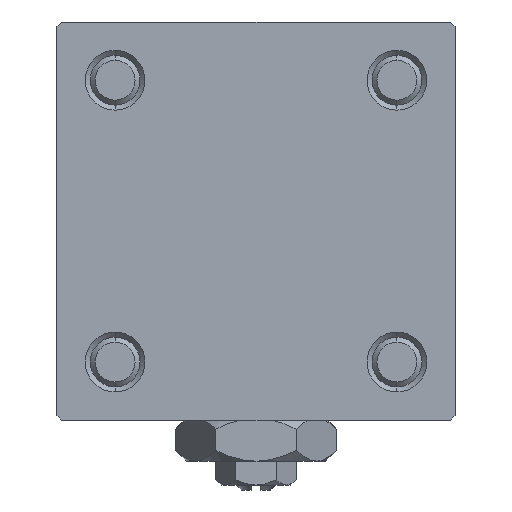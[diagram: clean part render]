
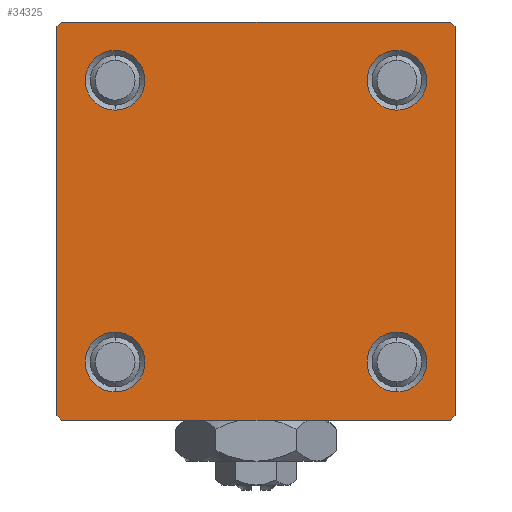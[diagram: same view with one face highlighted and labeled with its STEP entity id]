
A CAD part, left-side view. The second image highlights one B-rep face of the part: STEP entity #34325.
In plain terms, the highlighted planar face has unit normal (-1, 0, 0).
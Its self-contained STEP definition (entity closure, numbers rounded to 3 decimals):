
#114 = CIRCLE ( 'NONE', #32179, 3. ) ;
#1169 = DIRECTION ( 'NONE',  ( 0., 0., 1. ) ) ;
#1220 = EDGE_CURVE ( 'NONE', #33901, #45203, #2871, .T. ) ;
#1426 = DIRECTION ( 'NONE',  ( 1., 0., 0. ) ) ;
#1510 = VECTOR ( 'NONE', #35361, 1000. ) ;
#1744 = DIRECTION ( 'NONE',  ( 0., 0., 1. ) ) ;
#1859 = DIRECTION ( 'NONE',  ( 0., 0., 1. ) ) ;
#2063 = CARTESIAN_POINT ( 'NONE',  ( 0., 19.75, 19.75 ) ) ;
#2653 = CARTESIAN_POINT ( 'NONE',  ( 0., 19.5, 20. ) ) ;
#2677 = LINE ( 'NONE', #19054, #19730 ) ;
#2792 = CIRCLE ( 'NONE', #21335, 3. ) ;
#2871 = LINE ( 'NONE', #46452, #1510 ) ;
#3350 = CARTESIAN_POINT ( 'NONE',  ( 0., 20., 19.5 ) ) ;
#3647 = FACE_BOUND ( 'NONE', #37775, .T. ) ;
#4263 = CARTESIAN_POINT ( 'NONE',  ( 0., 19.5, -20. ) ) ;
#4761 = CARTESIAN_POINT ( 'NONE',  ( 0., -14.15, -17.15 ) ) ;
#4856 = DIRECTION ( 'NONE',  ( 0., 0., 1. ) ) ;
#5118 = DIRECTION ( 'NONE',  ( 0., 0., -1. ) ) ;
#5249 = DIRECTION ( 'NONE',  ( 0., 0.707, -0.707 ) ) ;
#5771 = ORIENTED_EDGE ( 'NONE', *, *, #25090, .T. ) ;
#6883 = DIRECTION ( 'NONE',  ( 0., 0., 1. ) ) ;
#7091 = PLANE ( 'NONE',  #9033 ) ;
#7508 = AXIS2_PLACEMENT_3D ( 'NONE', #51277, #34875, #1859 ) ;
#8042 = VERTEX_POINT ( 'NONE', #4263 ) ;
#9033 = AXIS2_PLACEMENT_3D ( 'NONE', #35859, #15784, #23448 ) ;
#9222 = VERTEX_POINT ( 'NONE', #10045 ) ;
#9492 = VERTEX_POINT ( 'NONE', #36420 ) ;
#10045 = CARTESIAN_POINT ( 'NONE',  ( 0., 14.15, -17.15 ) ) ;
#10463 = CARTESIAN_POINT ( 'NONE',  ( 0., -14.15, 17.15 ) ) ;
#10605 = DIRECTION ( 'NONE',  ( 0., -0.707, -0.707 ) ) ;
#10622 = LINE ( 'NONE', #39144, #44015 ) ;
#10999 = ORIENTED_EDGE ( 'NONE', *, *, #16586, .T. ) ;
#11311 = FACE_BOUND ( 'NONE', #11314, .T. ) ;
#11314 = EDGE_LOOP ( 'NONE', ( #27595, #33456 ) ) ;
#11342 = VERTEX_POINT ( 'NONE', #18081 ) ;
#12621 = EDGE_CURVE ( 'NONE', #40002, #15770, #114, .T. ) ;
#13039 = CARTESIAN_POINT ( 'NONE',  ( 0., -14.15, -14.15 ) ) ;
#13088 = ORIENTED_EDGE ( 'NONE', *, *, #37207, .T. ) ;
#14015 = EDGE_CURVE ( 'NONE', #8042, #26664, #10622, .T. ) ;
#14088 = CARTESIAN_POINT ( 'NONE',  ( 0., -14.15, 14.15 ) ) ;
#15215 = EDGE_CURVE ( 'NONE', #40031, #11342, #30643, .T. ) ;
#15770 = VERTEX_POINT ( 'NONE', #40595 ) ;
#15784 = DIRECTION ( 'NONE',  ( -1., 0., 0. ) ) ;
#15855 = ORIENTED_EDGE ( 'NONE', *, *, #1220, .F. ) ;
#16146 = VERTEX_POINT ( 'NONE', #16804 ) ;
#16586 = EDGE_CURVE ( 'NONE', #29686, #26960, #2792, .T. ) ;
#16607 = EDGE_CURVE ( 'NONE', #16146, #9492, #29151, .T. ) ;
#16800 = EDGE_LOOP ( 'NONE', ( #10999, #28625 ) ) ;
#16804 = CARTESIAN_POINT ( 'NONE',  ( 0., -20., 19.5 ) ) ;
#17255 = DIRECTION ( 'NONE',  ( 1., 0., 0. ) ) ;
#18081 = CARTESIAN_POINT ( 'NONE',  ( 0., 20., -19.5 ) ) ;
#18676 = EDGE_LOOP ( 'NONE', ( #13088, #45778 ) ) ;
#18918 = CARTESIAN_POINT ( 'NONE',  ( 0., 14.15, 11.15 ) ) ;
#18962 = DIRECTION ( 'NONE',  ( 0., 0.707, 0.707 ) ) ;
#18997 = EDGE_CURVE ( 'NONE', #26664, #9492, #2677, .T. ) ;
#19054 = CARTESIAN_POINT ( 'NONE',  ( 0., -19.75, -19.75 ) ) ;
#19060 = EDGE_CURVE ( 'NONE', #11342, #8042, #30409, .T. ) ;
#19062 = CARTESIAN_POINT ( 'NONE',  ( 0., 14.15, -14.15 ) ) ;
#19730 = VECTOR ( 'NONE', #46519, 1000. ) ;
#20015 = CIRCLE ( 'NONE', #34338, 3. ) ;
#20448 = CARTESIAN_POINT ( 'NONE',  ( 0., 14.15, 14.15 ) ) ;
#20985 = DIRECTION ( 'NONE',  ( 1., 0., 0. ) ) ;
#21234 = CARTESIAN_POINT ( 'NONE',  ( 0., -14.15, -11.15 ) ) ;
#21335 = AXIS2_PLACEMENT_3D ( 'NONE', #13039, #33627, #6883 ) ;
#22132 = LINE ( 'NONE', #2063, #50194 ) ;
#22563 = ORIENTED_EDGE ( 'NONE', *, *, #18997, .T. ) ;
#23448 = DIRECTION ( 'NONE',  ( 0., 0., 1. ) ) ;
#23745 = VERTEX_POINT ( 'NONE', #10463 ) ;
#24350 = AXIS2_PLACEMENT_3D ( 'NONE', #19062, #38074, #49991 ) ;
#25047 = CARTESIAN_POINT ( 'NONE',  ( 0., 14.15, -11.15 ) ) ;
#25090 = EDGE_CURVE ( 'NONE', #33901, #40031, #22132, .T. ) ;
#25189 = CARTESIAN_POINT ( 'NONE',  ( 0., -20., 20. ) ) ;
#26385 = VECTOR ( 'NONE', #5118, 1000. ) ;
#26664 = VERTEX_POINT ( 'NONE', #30734 ) ;
#26960 = VERTEX_POINT ( 'NONE', #4761 ) ;
#27215 = DIRECTION ( 'NONE',  ( 0., 0., -1. ) ) ;
#27576 = EDGE_LOOP ( 'NONE', ( #42116, #50544, #33196, #22563, #38663, #47982, #15855, #5771 ) ) ;
#27595 = ORIENTED_EDGE ( 'NONE', *, *, #34790, .T. ) ;
#28625 = ORIENTED_EDGE ( 'NONE', *, *, #34523, .T. ) ;
#28886 = VECTOR ( 'NONE', #27215, 1000. ) ;
#29078 = VERTEX_POINT ( 'NONE', #25047 ) ;
#29151 = LINE ( 'NONE', #25189, #26385 ) ;
#29320 = AXIS2_PLACEMENT_3D ( 'NONE', #42604, #17255, #38109 ) ;
#29387 = EDGE_CURVE ( 'NONE', #30829, #23745, #49368, .T. ) ;
#29686 = VERTEX_POINT ( 'NONE', #21234 ) ;
#29747 = CARTESIAN_POINT ( 'NONE',  ( 0., -14.15, -14.15 ) ) ;
#30409 = LINE ( 'NONE', #40102, #46709 ) ;
#30643 = LINE ( 'NONE', #51014, #28886 ) ;
#30734 = CARTESIAN_POINT ( 'NONE',  ( 0., -19.5, -20. ) ) ;
#30829 = VERTEX_POINT ( 'NONE', #39117 ) ;
#31654 = FACE_BOUND ( 'NONE', #18676, .T. ) ;
#32179 = AXIS2_PLACEMENT_3D ( 'NONE', #20448, #41037, #4856 ) ;
#33196 = ORIENTED_EDGE ( 'NONE', *, *, #14015, .T. ) ;
#33456 = ORIENTED_EDGE ( 'NONE', *, *, #12621, .T. ) ;
#33627 = DIRECTION ( 'NONE',  ( 1., 0., 0. ) ) ;
#33651 = DIRECTION ( 'NONE',  ( 0., 0., 1. ) ) ;
#33901 = VERTEX_POINT ( 'NONE', #2653 ) ;
#34325 = ADVANCED_FACE ( 'NONE', ( #3647, #40081, #31654, #11311, #35079 ), #7091, .T. ) ;
#34338 = AXIS2_PLACEMENT_3D ( 'NONE', #29747, #49835, #1744 ) ;
#34362 = EDGE_CURVE ( 'NONE', #16146, #45203, #39564, .T. ) ;
#34523 = EDGE_CURVE ( 'NONE', #26960, #29686, #20015, .T. ) ;
#34790 = EDGE_CURVE ( 'NONE', #15770, #40002, #51269, .T. ) ;
#34875 = DIRECTION ( 'NONE',  ( 1., 0., 0. ) ) ;
#35079 = FACE_OUTER_BOUND ( 'NONE', #27576, .T. ) ;
#35361 = DIRECTION ( 'NONE',  ( 0., -1., 0. ) ) ;
#35859 = CARTESIAN_POINT ( 'NONE',  ( 0., 0., 0. ) ) ;
#36032 = VECTOR ( 'NONE', #18962, 1000. ) ;
#36111 = CARTESIAN_POINT ( 'NONE',  ( 0., -19.75, 19.75 ) ) ;
#36420 = CARTESIAN_POINT ( 'NONE',  ( 0., -20., -19.5 ) ) ;
#37075 = ORIENTED_EDGE ( 'NONE', *, *, #29387, .T. ) ;
#37207 = EDGE_CURVE ( 'NONE', #29078, #9222, #47965, .T. ) ;
#37775 = EDGE_LOOP ( 'NONE', ( #51653, #37075 ) ) ;
#38074 = DIRECTION ( 'NONE',  ( 1., 0., 0. ) ) ;
#38109 = DIRECTION ( 'NONE',  ( 0., 0., 1. ) ) ;
#38663 = ORIENTED_EDGE ( 'NONE', *, *, #16607, .F. ) ;
#39117 = CARTESIAN_POINT ( 'NONE',  ( 0., -14.15, 11.15 ) ) ;
#39144 = CARTESIAN_POINT ( 'NONE',  ( 0., 20., -20. ) ) ;
#39261 = EDGE_CURVE ( 'NONE', #23745, #30829, #41975, .T. ) ;
#39564 = LINE ( 'NONE', #36111, #36032 ) ;
#39674 = DIRECTION ( 'NONE',  ( 0., -1., 0. ) ) ;
#40002 = VERTEX_POINT ( 'NONE', #18918 ) ;
#40031 = VERTEX_POINT ( 'NONE', #3350 ) ;
#40035 = CARTESIAN_POINT ( 'NONE',  ( 0., -19.5, 20. ) ) ;
#40081 = FACE_BOUND ( 'NONE', #16800, .T. ) ;
#40082 = AXIS2_PLACEMENT_3D ( 'NONE', #14088, #1426, #33651 ) ;
#40102 = CARTESIAN_POINT ( 'NONE',  ( 0., 19.75, -19.75 ) ) ;
#40543 = EDGE_CURVE ( 'NONE', #9222, #29078, #43745, .T. ) ;
#40595 = CARTESIAN_POINT ( 'NONE',  ( 0., 14.15, 17.15 ) ) ;
#41037 = DIRECTION ( 'NONE',  ( 1., 0., 0. ) ) ;
#41235 = AXIS2_PLACEMENT_3D ( 'NONE', #47767, #20985, #1169 ) ;
#41975 = CIRCLE ( 'NONE', #41235, 3. ) ;
#42116 = ORIENTED_EDGE ( 'NONE', *, *, #15215, .T. ) ;
#42604 = CARTESIAN_POINT ( 'NONE',  ( 0., 14.15, 14.15 ) ) ;
#43745 = CIRCLE ( 'NONE', #24350, 3. ) ;
#44015 = VECTOR ( 'NONE', #39674, 1000. ) ;
#45203 = VERTEX_POINT ( 'NONE', #40035 ) ;
#45778 = ORIENTED_EDGE ( 'NONE', *, *, #40543, .T. ) ;
#46452 = CARTESIAN_POINT ( 'NONE',  ( 0., 20., 20. ) ) ;
#46519 = DIRECTION ( 'NONE',  ( 0., -0.707, 0.707 ) ) ;
#46709 = VECTOR ( 'NONE', #10605, 1000. ) ;
#47767 = CARTESIAN_POINT ( 'NONE',  ( 0., -14.15, 14.15 ) ) ;
#47965 = CIRCLE ( 'NONE', #7508, 3. ) ;
#47982 = ORIENTED_EDGE ( 'NONE', *, *, #34362, .T. ) ;
#49368 = CIRCLE ( 'NONE', #40082, 3. ) ;
#49835 = DIRECTION ( 'NONE',  ( 1., 0., 0. ) ) ;
#49991 = DIRECTION ( 'NONE',  ( 0., 0., 1. ) ) ;
#50194 = VECTOR ( 'NONE', #5249, 1000. ) ;
#50544 = ORIENTED_EDGE ( 'NONE', *, *, #19060, .T. ) ;
#51014 = CARTESIAN_POINT ( 'NONE',  ( 0., 20., 20. ) ) ;
#51269 = CIRCLE ( 'NONE', #29320, 3. ) ;
#51277 = CARTESIAN_POINT ( 'NONE',  ( 0., 14.15, -14.15 ) ) ;
#51653 = ORIENTED_EDGE ( 'NONE', *, *, #39261, .T. ) ;
